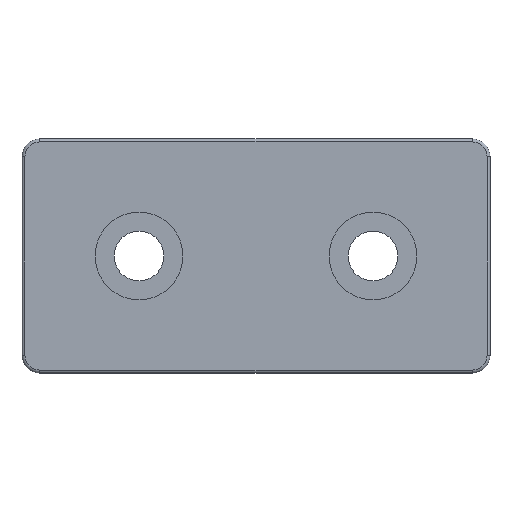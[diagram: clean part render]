
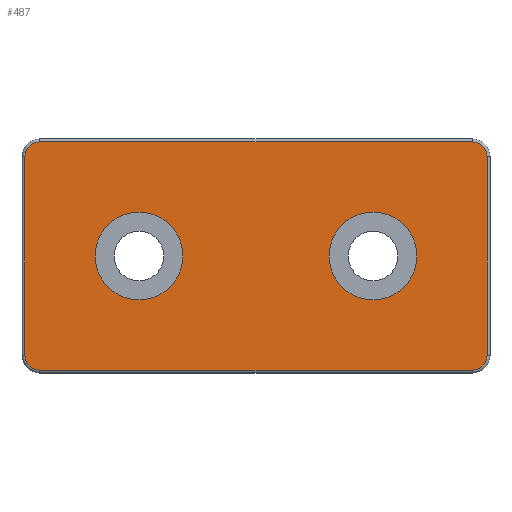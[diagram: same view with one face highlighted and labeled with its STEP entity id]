
A CAD part, top view. The second image highlights one B-rep face of the part: STEP entity #487.
In plain terms, the highlighted planar face has unit normal (0, 0, 1).
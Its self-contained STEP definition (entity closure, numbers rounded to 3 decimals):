
#19=FACE_BOUND('',#154,.T.);
#20=FACE_BOUND('',#155,.T.);
#26=PLANE('',#571);
#42=LINE('',#841,#70);
#44=LINE('',#846,#72);
#45=LINE('',#861,#73);
#47=LINE('',#866,#75);
#70=VECTOR('',#680,10.);
#72=VECTOR('',#686,10.);
#73=VECTOR('',#705,10.);
#75=VECTOR('',#711,10.);
#121=FACE_OUTER_BOUND('',#153,.T.);
#153=EDGE_LOOP('',(#417,#418,#419,#420,#421,#422,#423,#424));
#154=EDGE_LOOP('',(#425,#426));
#155=EDGE_LOOP('',(#427,#428));
#182=CIRCLE('',#548,2.5);
#187=CIRCLE('',#556,2.5);
#190=CIRCLE('',#560,2.5);
#194=CIRCLE('',#567,2.5);
#195=CIRCLE('',#572,7.5);
#196=CIRCLE('',#573,7.5);
#197=CIRCLE('',#574,7.5);
#198=CIRCLE('',#575,7.5);
#226=VERTEX_POINT('',#832);
#227=VERTEX_POINT('',#834);
#229=VERTEX_POINT('',#839);
#230=VERTEX_POINT('',#844);
#232=VERTEX_POINT('',#849);
#233=VERTEX_POINT('',#854);
#235=VERTEX_POINT('',#859);
#236=VERTEX_POINT('',#864);
#237=VERTEX_POINT('',#877);
#238=VERTEX_POINT('',#878);
#239=VERTEX_POINT('',#881);
#240=VERTEX_POINT('',#882);
#281=EDGE_CURVE('',#226,#227,#182,.T.);
#284=EDGE_CURVE('',#229,#226,#42,.T.);
#287=EDGE_CURVE('',#227,#230,#44,.T.);
#289=EDGE_CURVE('',#232,#229,#187,.T.);
#292=EDGE_CURVE('',#230,#233,#190,.T.);
#294=EDGE_CURVE('',#235,#232,#45,.T.);
#297=EDGE_CURVE('',#233,#236,#47,.T.);
#299=EDGE_CURVE('',#236,#235,#194,.T.);
#303=EDGE_CURVE('',#237,#238,#195,.T.);
#304=EDGE_CURVE('',#238,#237,#196,.T.);
#305=EDGE_CURVE('',#239,#240,#197,.T.);
#306=EDGE_CURVE('',#240,#239,#198,.T.);
#417=ORIENTED_EDGE('',*,*,#281,.F.);
#418=ORIENTED_EDGE('',*,*,#284,.F.);
#419=ORIENTED_EDGE('',*,*,#289,.F.);
#420=ORIENTED_EDGE('',*,*,#294,.F.);
#421=ORIENTED_EDGE('',*,*,#299,.F.);
#422=ORIENTED_EDGE('',*,*,#297,.F.);
#423=ORIENTED_EDGE('',*,*,#292,.F.);
#424=ORIENTED_EDGE('',*,*,#287,.F.);
#425=ORIENTED_EDGE('',*,*,#303,.T.);
#426=ORIENTED_EDGE('',*,*,#304,.T.);
#427=ORIENTED_EDGE('',*,*,#305,.T.);
#428=ORIENTED_EDGE('',*,*,#306,.T.);
#487=ADVANCED_FACE('',(#121,#19,#20),#26,.T.);
#548=AXIS2_PLACEMENT_3D('',#835,#672,#673);
#556=AXIS2_PLACEMENT_3D('',#851,#691,#692);
#560=AXIS2_PLACEMENT_3D('',#856,#699,#700);
#567=AXIS2_PLACEMENT_3D('',#869,#716,#717);
#571=AXIS2_PLACEMENT_3D('',#876,#727,#728);
#572=AXIS2_PLACEMENT_3D('',#879,#729,#730);
#573=AXIS2_PLACEMENT_3D('',#880,#731,#732);
#574=AXIS2_PLACEMENT_3D('',#883,#733,#734);
#575=AXIS2_PLACEMENT_3D('',#884,#735,#736);
#672=DIRECTION('center_axis',(0.,0.,-1.));
#673=DIRECTION('ref_axis',(-0.707,-0.707,0.));
#680=DIRECTION('',(-1.,0.,0.));
#686=DIRECTION('',(0.,1.,0.));
#691=DIRECTION('center_axis',(0.,0.,-1.));
#692=DIRECTION('ref_axis',(0.707,-0.707,0.));
#699=DIRECTION('center_axis',(0.,0.,-1.));
#700=DIRECTION('ref_axis',(-0.707,0.707,0.));
#705=DIRECTION('',(0.,-1.,0.));
#711=DIRECTION('',(1.,0.,0.));
#716=DIRECTION('center_axis',(0.,0.,-1.));
#717=DIRECTION('ref_axis',(0.707,0.707,0.));
#727=DIRECTION('center_axis',(0.,0.,1.));
#728=DIRECTION('ref_axis',(1.,0.,0.));
#729=DIRECTION('center_axis',(0.,0.,-1.));
#730=DIRECTION('ref_axis',(1.,0.,0.));
#731=DIRECTION('center_axis',(0.,0.,-1.));
#732=DIRECTION('ref_axis',(1.,0.,0.));
#733=DIRECTION('center_axis',(0.,0.,-1.));
#734=DIRECTION('ref_axis',(1.,0.,0.));
#735=DIRECTION('center_axis',(0.,0.,-1.));
#736=DIRECTION('ref_axis',(1.,0.,0.));
#832=CARTESIAN_POINT('',(-22.064,-28.183,5.));
#834=CARTESIAN_POINT('',(-24.564,-25.683,5.));
#835=CARTESIAN_POINT('Origin',(-22.064,-25.683,5.));
#839=CARTESIAN_POINT('',(51.936,-28.183,5.));
#841=CARTESIAN_POINT('',(34.936,-28.183,5.));
#844=CARTESIAN_POINT('',(-24.564,8.317,5.));
#846=CARTESIAN_POINT('',(-24.564,-18.683,5.));
#849=CARTESIAN_POINT('',(54.436,-25.683,5.));
#851=CARTESIAN_POINT('Origin',(51.936,-25.683,5.));
#854=CARTESIAN_POINT('',(-22.064,10.817,5.));
#856=CARTESIAN_POINT('Origin',(-22.064,8.317,5.));
#859=CARTESIAN_POINT('',(54.436,8.317,5.));
#861=CARTESIAN_POINT('',(54.436,1.317,5.));
#864=CARTESIAN_POINT('',(51.936,10.817,5.));
#866=CARTESIAN_POINT('',(-5.064,10.817,5.));
#869=CARTESIAN_POINT('Origin',(51.936,8.317,5.));
#876=CARTESIAN_POINT('Origin',(14.936,-8.683,5.));
#877=CARTESIAN_POINT('',(42.436,-8.683,5.));
#878=CARTESIAN_POINT('',(27.436,-8.683,5.));
#879=CARTESIAN_POINT('Origin',(34.936,-8.683,5.));
#880=CARTESIAN_POINT('Origin',(34.936,-8.683,5.));
#881=CARTESIAN_POINT('',(2.436,-8.683,5.));
#882=CARTESIAN_POINT('',(-12.564,-8.683,5.));
#883=CARTESIAN_POINT('Origin',(-5.064,-8.683,5.));
#884=CARTESIAN_POINT('Origin',(-5.064,-8.683,5.));
